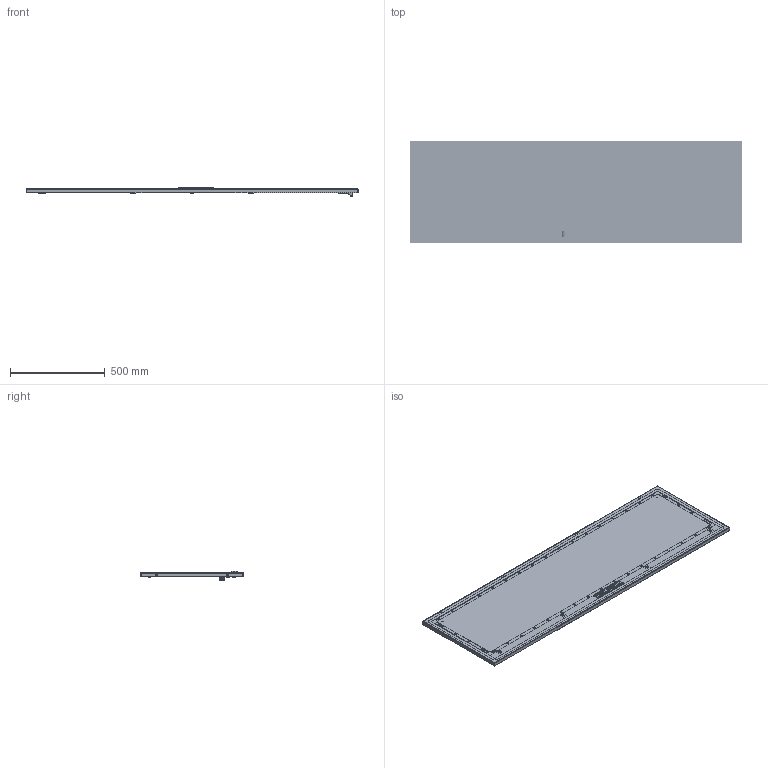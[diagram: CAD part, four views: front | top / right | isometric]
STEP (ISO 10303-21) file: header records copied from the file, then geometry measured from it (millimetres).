
FILE_DESCRIPTION (( 'STEP AP203' ), '1' );
FILE_NAME ('1800x600.step', '2011-02-16T12:07:35', ( 'User' ), ( 'DKC' ), 'SwSTEP 2.0', 'SolidWorks 2010', '' );
FILE_SCHEMA (( 'CONFIG_CONTROL_DESIGN' ));
Length unit declared in the file: millimetre
Products named in the file (33): land; AC00C184 dado telaio interno porta_Default; Çåðêàëüíî îòðàçèòüboccola AC00C378; Çåðêàëüíî îòðàçèòüterminator for door.SLDPRT1; boccola AC00C378; Wood screw 4.2x13_Tapping screw DIN 7049-ST4.2x13-F-H-S; Çåðêàëüíî îòðàçèòüribattino AC00C377; Sostegno autoallineante per porta AC00C446; Çåðêàëüíî îòðàçèòüterminator for door.SLDPRT; Traversa orizzontale interno porta laterale_600; Montante verticale + Traversa orizzontale interno porta_Montante verticale 1800; Nut M6_Hexagon Nut ISO - 4034 - M6 - S; RAMBLOCK montata modificated_Default; maniglia RAM BLOCK modificated_AC00C505; AC00C400 Quadro IP55 Guida aste_Default; 1800x600; Sviluppo porta laterale_1800x600; AC00C183_Default; AC00C254_Default; end-cap_AC00C061; distanziale di gomma per RAM BLOCK_Default; terminator for door.SLDPRT; Sealing ring; Hex Flange Bolt M6x10_ISO 4162 - M6 x 12 x 12-S; basetta esterna_AC00C506; hinge AC00C170_Default; linguetta_AC00C387; ribattino AC00C377; Ingranaggio per cariglione modificated_AC00C388; inserto chiave per maniglia RAM BLOCK_AC00C389; ASTINA Superiore_1800; sealant for sviluppo porta laterale_1800x600; ASTINA Inferiore_1800
Assembly tree (74 placements, depth 3):
  1800x600
    end-cap_AC00C061  x2
    AC00C400 Quadro IP55 Guida aste_Default  x4
    Sostegno autoallineante per porta AC00C446
    land  x12
    terminator for door.SLDPRT  x2
      boccola AC00C378
      ribattino AC00C377
    Hex Flange Bolt M6x10_ISO 4162 - M6 x 12 x 12-S
    AC00C254_Default  x4
    linguetta_AC00C387
    Nut M6_Hexagon Nut ISO - 4034 - M6 - S  x4
    AC00C184 dado telaio interno porta_Default  x6
    RAMBLOCK montata modificated_Default
      maniglia RAM BLOCK modificated_AC00C505
      basetta esterna_AC00C506
      Sealing ring
      Ingranaggio per cariglione modificated_AC00C388
      inserto chiave per maniglia RAM BLOCK_AC00C389
    Montante verticale + Traversa orizzontale interno porta_Montante verticale 1800  x2
    Wood screw 4.2x13_Tapping screw DIN 7049-ST4.2x13-F-H-S  x5
    AC00C183_Default  x4
    distanziale di gomma per RAM BLOCK_Default  x2
    sealant for sviluppo porta laterale_1800x600
    hinge AC00C170_Default  x4
    Sviluppo porta laterale_1800x600
    Traversa orizzontale interno porta laterale_600  x2
    Çåðêàëüíî îòðàçèòüterminator for door.SLDPRT1
      Çåðêàëüíî îòðàçèòüribattino AC00C377
      Çåðêàëüíî îòðàçèòüboccola AC00C378
    Çåðêàëüíî îòðàçèòüterminator for door.SLDPRT
      Çåðêàëüíî îòðàçèòüribattino AC00C377
      Çåðêàëüíî îòðàçèòüboccola AC00C378
    ASTINA Inferiore_1800
    ASTINA Superiore_1800
Bounding box: 1752 x 540 x 52.66 mm (x, y, z)
Volume: 3040761 mm3; surface area: 3026710.6 mm2
Topology: 83 solids, 83 shells, 8269 faces, 22916 edges, 14918 vertices
Faces by surface type: bspline 3431, plane 2161, cylinder 2142, cone 469, torus 48, sphere 18
Entity records: 86079 total; most frequent: CARTESIAN_POINT 30559, ORIENTED_EDGE 11244, DIRECTION 9775, EDGE_CURVE 5622, VERTEX_POINT 3608, AXIS2_PLACEMENT_3D 3448, VECTOR 2879, LINE 2879
